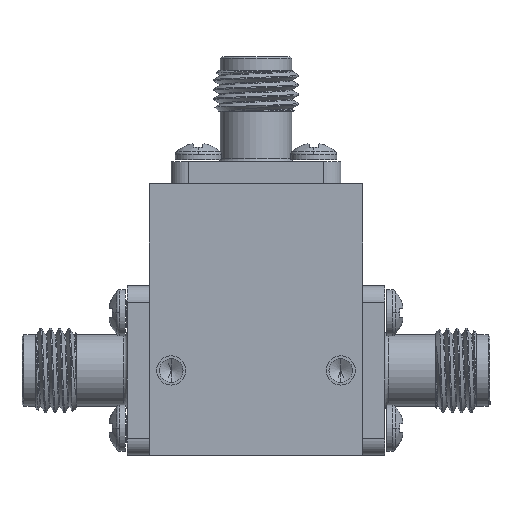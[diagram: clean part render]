
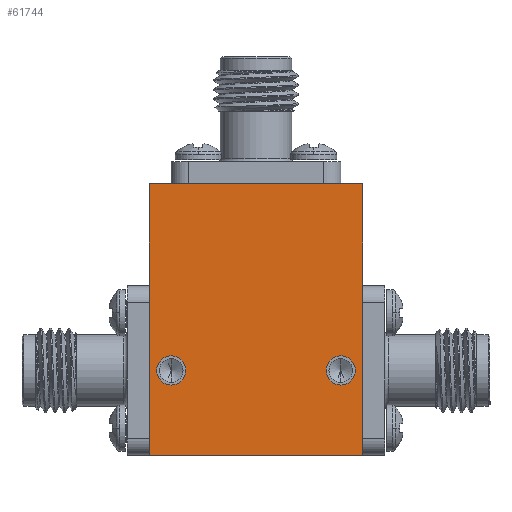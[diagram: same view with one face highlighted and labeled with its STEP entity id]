
A CAD part, front view. The second image highlights one B-rep face of the part: STEP entity #61744.
In plain terms, the highlighted planar face has unit normal (0, -1, 0).
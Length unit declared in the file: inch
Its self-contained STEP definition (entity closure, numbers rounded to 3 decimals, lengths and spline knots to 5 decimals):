
#4058 = DIRECTION ( 'NONE',  ( 0., 0., -1. ) ) ;
#4139 = CARTESIAN_POINT ( 'NONE',  ( 0.315, -0.28, 0.4 ) ) ;
#4285 = CIRCLE ( 'NONE', #72304, 0.043 ) ;
#4681 = CARTESIAN_POINT ( 'NONE',  ( 0.25, -0.28, -0.15 ) ) ;
#6228 = CARTESIAN_POINT ( 'NONE',  ( 0.315, -0.28, 0.4 ) ) ;
#9507 = CARTESIAN_POINT ( 'NONE',  ( -0.315, -0.28, 0.4 ) ) ;
#11012 = EDGE_CURVE ( 'NONE', #50606, #40938, #89223, .T. ) ;
#11387 = VERTEX_POINT ( 'NONE', #25033 ) ;
#11687 = AXIS2_PLACEMENT_3D ( 'NONE', #22880, #88828, #88209 ) ;
#11936 = DIRECTION ( 'NONE',  ( 0., -1., 0. ) ) ;
#12239 = EDGE_CURVE ( 'NONE', #47368, #72073, #4285, .T. ) ;
#13270 = ORIENTED_EDGE ( 'NONE', *, *, #11012, .F. ) ;
#13467 = DIRECTION ( 'NONE',  ( 0., 0., -1. ) ) ;
#15039 = EDGE_CURVE ( 'NONE', #88213, #49922, #47118, .T. ) ;
#16489 = ORIENTED_EDGE ( 'NONE', *, *, #91832, .F. ) ;
#20384 = EDGE_CURVE ( 'NONE', #49922, #88213, #50239, .T. ) ;
#21007 = DIRECTION ( 'NONE',  ( 0., 0., -1. ) ) ;
#21567 = EDGE_CURVE ( 'NONE', #72073, #47368, #37454, .T. ) ;
#22880 = CARTESIAN_POINT ( 'NONE',  ( -0.25, -0.28, -0.15 ) ) ;
#24089 = CARTESIAN_POINT ( 'NONE',  ( -0.315, -0.28, 0.4 ) ) ;
#25033 = CARTESIAN_POINT ( 'NONE',  ( 0.315, -0.28, -0.4 ) ) ;
#27003 = CARTESIAN_POINT ( 'NONE',  ( -0.315, -0.28, 0.4 ) ) ;
#28848 = CARTESIAN_POINT ( 'NONE',  ( -0.315, -0.28, -0.4 ) ) ;
#30210 = CARTESIAN_POINT ( 'NONE',  ( 0.25, -0.28, -0.193 ) ) ;
#32116 = PLANE ( 'NONE',  #62347 ) ;
#32210 = ORIENTED_EDGE ( 'NONE', *, *, #81836, .F. ) ;
#34238 = CARTESIAN_POINT ( 'NONE',  ( -0.25, -0.28, -0.193 ) ) ;
#34326 = CARTESIAN_POINT ( 'NONE',  ( -0.25, -0.28, -0.107 ) ) ;
#37454 = CIRCLE ( 'NONE', #56456, 0.043 ) ;
#39428 = VERTEX_POINT ( 'NONE', #4139 ) ;
#39886 = DIRECTION ( 'NONE',  ( 0., -1., 0. ) ) ;
#40938 = VERTEX_POINT ( 'NONE', #9507 ) ;
#41521 = FACE_OUTER_BOUND ( 'NONE', #51591, .T. ) ;
#44194 = VECTOR ( 'NONE', #80562, 39.37008 ) ;
#46024 = FACE_BOUND ( 'NONE', #92275, .T. ) ;
#47118 = CIRCLE ( 'NONE', #11687, 0.043 ) ;
#47368 = VERTEX_POINT ( 'NONE', #30210 ) ;
#48326 = DIRECTION ( 'NONE',  ( 0., -1., 0. ) ) ;
#49922 = VERTEX_POINT ( 'NONE', #34326 ) ;
#50239 = CIRCLE ( 'NONE', #88843, 0.043 ) ;
#50606 = VERTEX_POINT ( 'NONE', #28848 ) ;
#50760 = CARTESIAN_POINT ( 'NONE',  ( -0.315, -0.28, -0.4 ) ) ;
#51591 = EDGE_LOOP ( 'NONE', ( #85215, #32210, #13270, #16489 ) ) ;
#53543 = DIRECTION ( 'NONE',  ( 1., 0., 0. ) ) ;
#55832 = VECTOR ( 'NONE', #53543, 39.37008 ) ;
#56456 = AXIS2_PLACEMENT_3D ( 'NONE', #86320, #78435, #13467 ) ;
#60623 = FACE_BOUND ( 'NONE', #79958, .T. ) ;
#61744 = ADVANCED_FACE ( 'NONE', ( #46024, #60623, #41521 ), #32116, .T. ) ;
#62347 = AXIS2_PLACEMENT_3D ( 'NONE', #82840, #39886, #4058 ) ;
#63292 = LINE ( 'NONE', #50760, #44194 ) ;
#63767 = CARTESIAN_POINT ( 'NONE',  ( -0.25, -0.28, -0.15 ) ) ;
#68638 = LINE ( 'NONE', #6228, #93339 ) ;
#69187 = EDGE_CURVE ( 'NONE', #39428, #11387, #68638, .T. ) ;
#69743 = DIRECTION ( 'NONE',  ( 0., 0., -1. ) ) ;
#70036 = DIRECTION ( 'NONE',  ( 0., 0., 1. ) ) ;
#70092 = VECTOR ( 'NONE', #70036, 39.37008 ) ;
#70448 = ORIENTED_EDGE ( 'NONE', *, *, #12239, .F. ) ;
#70651 = DIRECTION ( 'NONE',  ( 0., 0., -1. ) ) ;
#70704 = ORIENTED_EDGE ( 'NONE', *, *, #20384, .F. ) ;
#71902 = CARTESIAN_POINT ( 'NONE',  ( 0.25, -0.28, -0.107 ) ) ;
#72073 = VERTEX_POINT ( 'NONE', #71902 ) ;
#72304 = AXIS2_PLACEMENT_3D ( 'NONE', #4681, #11936, #69743 ) ;
#73483 = ORIENTED_EDGE ( 'NONE', *, *, #15039, .F. ) ;
#78435 = DIRECTION ( 'NONE',  ( 0., -1., 0. ) ) ;
#79958 = EDGE_LOOP ( 'NONE', ( #70448, #83912 ) ) ;
#80498 = LINE ( 'NONE', #24089, #55832 ) ;
#80562 = DIRECTION ( 'NONE',  ( -1., 0., 0. ) ) ;
#81836 = EDGE_CURVE ( 'NONE', #40938, #39428, #80498, .T. ) ;
#82840 = CARTESIAN_POINT ( 'NONE',  ( 0., -0.28, 0. ) ) ;
#83912 = ORIENTED_EDGE ( 'NONE', *, *, #21567, .F. ) ;
#85215 = ORIENTED_EDGE ( 'NONE', *, *, #69187, .F. ) ;
#86320 = CARTESIAN_POINT ( 'NONE',  ( 0.25, -0.28, -0.15 ) ) ;
#88209 = DIRECTION ( 'NONE',  ( 0., 0., -1. ) ) ;
#88213 = VERTEX_POINT ( 'NONE', #34238 ) ;
#88828 = DIRECTION ( 'NONE',  ( 0., -1., 0. ) ) ;
#88843 = AXIS2_PLACEMENT_3D ( 'NONE', #63767, #48326, #21007 ) ;
#89223 = LINE ( 'NONE', #27003, #70092 ) ;
#91832 = EDGE_CURVE ( 'NONE', #11387, #50606, #63292, .T. ) ;
#92275 = EDGE_LOOP ( 'NONE', ( #73483, #70704 ) ) ;
#93339 = VECTOR ( 'NONE', #70651, 39.37008 ) ;
